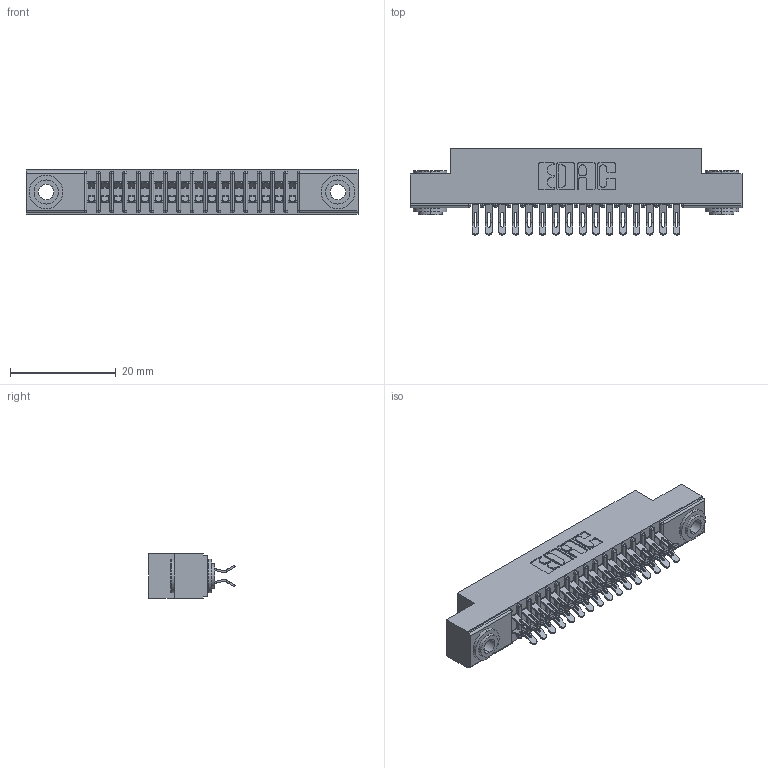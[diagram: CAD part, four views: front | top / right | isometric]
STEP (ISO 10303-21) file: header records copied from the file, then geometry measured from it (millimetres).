
FILE_DESCRIPTION (( 'STEP AP203' ), '1' );
FILE_NAME ('341-032-555-203.STEP', '2018-08-06T21:05:08', ( '' ), ( '' ), 'SwSTEP 2.0', 'SolidWorks 2016', '' );
FILE_SCHEMA (( 'CONFIG_CONTROL_DESIGN' ));
Length unit declared in the file: inch
Products named in the file (4): 341-032-555-203; 341 Part_.156 (3.96) Dia Mounting Holes; 341-292-001_341-292-155; 345-250-002_345-250-002-102
Assembly tree (35 placements, depth 2):
  341-032-555-203
    341 Part_.156 (3.96) Dia Mounting Holes
    341-292-001_341-292-155  x32
    345-250-002_345-250-002-102  x2
Bounding box: 62.87 x 16.31 x 8.38 mm (x, y, z)
Volume: 3637.3 mm3; surface area: 7698.8 mm2
Topology: 35 solids, 35 shells, 2664 faces, 7900 edges, 5142 vertices
Faces by surface type: plane 1436, cylinder 1156, sphere 34, torus 30, cone 8
Entity records: 24362 total; most frequent: CARTESIAN_POINT 4047, ORIENTED_EDGE 4000, DIRECTION 3952, EDGE_CURVE 2000, VECTOR 1562, LINE 1562, VERTEX_POINT 1274, AXIS2_PLACEMENT_3D 1195
